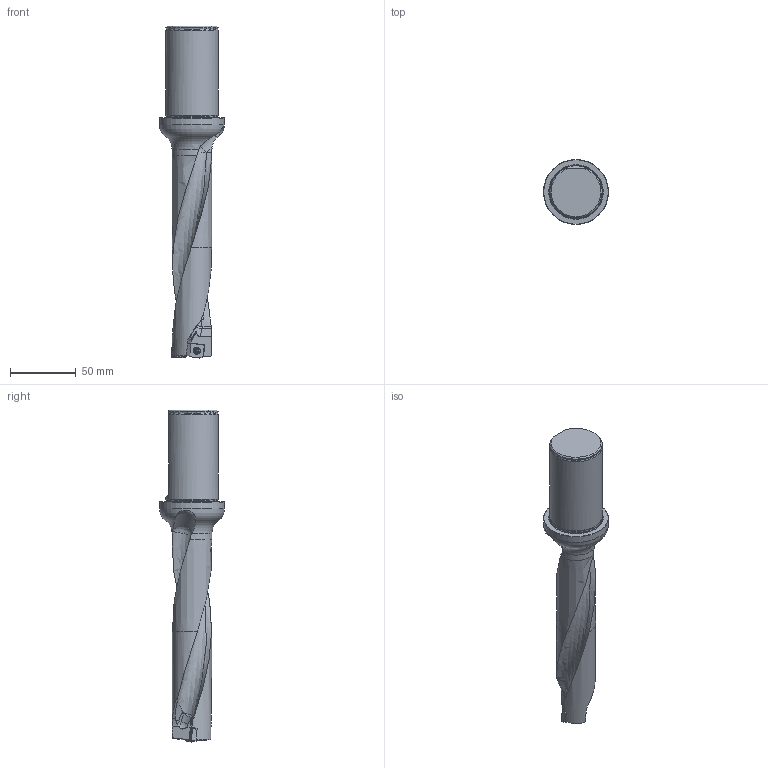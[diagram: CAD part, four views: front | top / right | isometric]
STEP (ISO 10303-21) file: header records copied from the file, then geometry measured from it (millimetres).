
FILE_DESCRIPTION(/* description */ (''),/* implementation_level */ '2;1');
FILE_NAME(/* name */ 'toolassembly_1.stp',/* time_stamp */ '2020-07-08T07:16:30+02:00',/* author */ (''),/* organization */ ('SMS'),/* preprocessor_version */ 'ST-DEVELOPER v16.7',/* originating_system */ 'SIEMENS PLM Software NX 12.0',/* authorisation */ '');
FILE_SCHEMA (('AUTOMOTIVE_DESIGN { 1 0 10303 214 3 1 1 1 }'));
Length unit declared in the file: millimetre
Products named in the file (5): CUT_20200708071218; CUT_20200708071215; NOCUT_20200708071204; ASSEMBLY_CONSTRUCTION; TOOLASSEMBLY_1
Assembly tree (4 placements, depth 2):
  TOOLASSEMBLY_1
    ASSEMBLY_CONSTRUCTION
    NOCUT_20200708071204
    CUT_20200708071215
    CUT_20200708071218
Bounding box: 49.5 x 49.5 x 252.99 mm (x, y, z)
Volume: 176091.3 mm3; surface area: 33326.3 mm2
Topology: 3 solids, 3 shells, 247 faces, 665 edges, 431 vertices
Faces by surface type: plane 93, cylinder 63, cone 26, extrusion 24, bspline 20, torus 12, sphere 8, revolution 1
Full cylindrical faces by diameter (mm): 3 x2, 4 x2, 4.8 x2, 39.5 x1, 39.992 x1, 49.5 x1
Entity records: 11649 total; most frequent: CARTESIAN_POINT 5611, ORIENTED_EDGE 1224, DIRECTION 1173, EDGE_CURVE 612, AXIS2_PLACEMENT_3D 461, VERTEX_POINT 408, EDGE_LOOP 286, VECTOR 250
